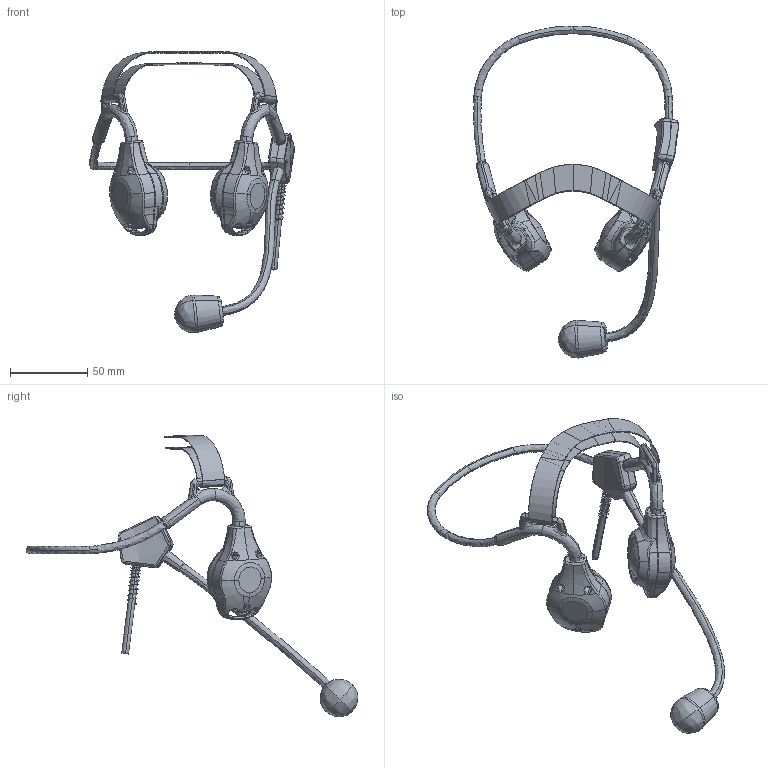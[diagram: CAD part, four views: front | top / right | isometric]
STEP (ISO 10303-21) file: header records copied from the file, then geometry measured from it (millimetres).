
FILE_DESCRIPTION(('CATIA V5 STEP Exchange','CAx-IF Rec.Pracs.--- Model Styling and Organization---1.4--- 2014-01-23','CAx-IF Rec.Pracs.---3D Tessellated Data Validation Properties---0.5---2014-09-14'),'2;1');
FILE_NAME('001-80-0001-001.stp','2023-01-24T12:45:42+00:00',('none'),('none'),'CATIA Version 5-6 Release 2018','CATIA V5 STEP AP242','none');
FILE_SCHEMA(('AP242_MANAGED_MODEL_BASED_3D_ENGINEERING_MIM_LF {1 0 10303 442 1 1 4}'));
Length unit declared in the file: millimetre
Products named in the file (18): 001-80-0001-001; 001-30-0002-001; 001-33-0004-001; 001-33-0005-001; 001-33-0006-001; 001-33-0007-001; 001-33-0008-001; 001-33-0009-001; 001-33-0010-001; 001-33-0011-001; 100-0002-0005-0001; KABLO; 141-0305-0002-0004; 001-33-0001-001; 001-33-0002-001; 001-33-0003-001; 100-0002-0006-0001; 900-0002-0000
Assembly tree (39 placements, depth 3):
  001-80-0001-001
    001-30-0002-001
      001-33-0004-001
      001-33-0005-001
      001-33-0006-001
      001-33-0007-001
      001-33-0008-001
      001-33-0009-001
      001-33-0010-001
      001-33-0011-001
      100-0002-0005-0001  x5
      KABLO
      141-0305-0002-0004  x11
    001-33-0001-001  x2
    001-33-0002-001  x2
    001-33-0003-001  x2
    100-0002-0006-0001  x6
    900-0002-0000
Bounding box: 133.11 x 215.25 x 182.65 mm (x, y, z)
Volume: 108150.9 mm3; surface area: 62194.2 mm2
Topology: 40 solids, 41 shells, 2177 faces, 5618 edges, 3553 vertices
Faces by surface type: bspline 1625, plane 537, cylinder 15
Entity records: 67898 total; most frequent: CARTESIAN_POINT 49832, ORIENTED_EDGE 5802, EDGE_CURVE 2905, VERTEX_POINT 1889, B_SPLINE_CURVE_WITH_KNOTS 1544, EDGE_LOOP 1140, ADVANCED_FACE 1081, FACE_OUTER_BOUND 1081
